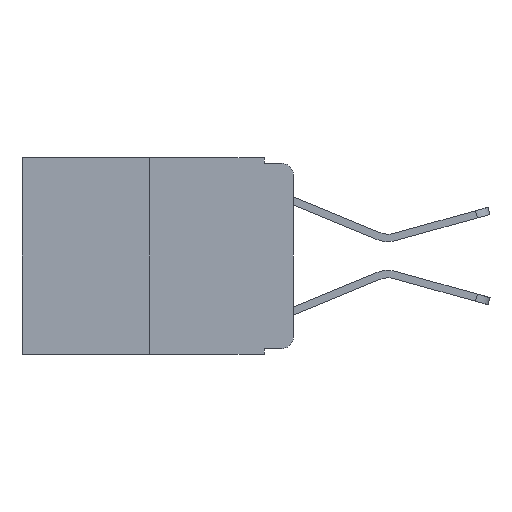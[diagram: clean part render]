
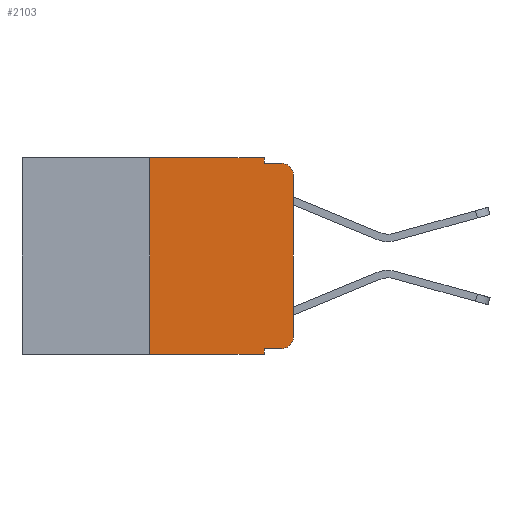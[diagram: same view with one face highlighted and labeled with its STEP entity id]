
A CAD part, left-side view. The second image highlights one B-rep face of the part: STEP entity #2103.
In plain terms, the highlighted planar face has unit normal (-1, 0, 0).
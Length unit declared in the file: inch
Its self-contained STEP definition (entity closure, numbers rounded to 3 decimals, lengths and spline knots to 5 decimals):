
#69 = VECTOR ( 'NONE', #6200, 39.37008 ) ;
#241 = LINE ( 'NONE', #9640, #10974 ) ;
#313 = EDGE_CURVE ( 'NONE', #4821, #10272, #10202, .T. ) ;
#446 = EDGE_CURVE ( 'NONE', #3304, #9814, #3533, .T. ) ;
#728 = ORIENTED_EDGE ( 'NONE', *, *, #313, .F. ) ;
#1062 = VECTOR ( 'NONE', #3737, 39.37008 ) ;
#1070 = VECTOR ( 'NONE', #3653, 39.37008 ) ;
#1104 = PLANE ( 'NONE',  #1914 ) ;
#1367 = ORIENTED_EDGE ( 'NONE', *, *, #446, .F. ) ;
#1521 = CARTESIAN_POINT ( 'NONE',  ( 0., 0.25, 0. ) ) ;
#1873 = DIRECTION ( 'NONE',  ( 0., 0., 1. ) ) ;
#1914 = AXIS2_PLACEMENT_3D ( 'NONE', #4987, #7760, #7849 ) ;
#1983 = LINE ( 'NONE', #6963, #11692 ) ;
#2103 = ADVANCED_FACE ( 'NONE', ( #7208 ), #1104, .F. ) ;
#2193 = DIRECTION ( 'NONE',  ( 0., 0., -1. ) ) ;
#2333 = VECTOR ( 'NONE', #7144, 39.37008 ) ;
#2464 = CARTESIAN_POINT ( 'NONE',  ( 0., 0.051, -0.343 ) ) ;
#2489 = CARTESIAN_POINT ( 'NONE',  ( 0., 0., -0.03 ) ) ;
#2516 = ORIENTED_EDGE ( 'NONE', *, *, #9019, .T. ) ;
#2547 = LINE ( 'NONE', #11807, #69 ) ;
#3304 = VERTEX_POINT ( 'NONE', #4069 ) ;
#3362 = VERTEX_POINT ( 'NONE', #7245 ) ;
#3533 = LINE ( 'NONE', #9488, #1062 ) ;
#3653 = DIRECTION ( 'NONE',  ( 0., 0., -1. ) ) ;
#3717 = DIRECTION ( 'NONE',  ( 0., -1., 0. ) ) ;
#3737 = DIRECTION ( 'NONE',  ( 0., 0., -1. ) ) ;
#3879 = VERTEX_POINT ( 'NONE', #10708 ) ;
#3903 = EDGE_CURVE ( 'NONE', #4821, #9814, #1983, .T. ) ;
#3964 = VECTOR ( 'NONE', #1873, 39.37008 ) ;
#3966 = CARTESIAN_POINT ( 'NONE',  ( 0., 0.25, -0.343 ) ) ;
#4069 = CARTESIAN_POINT ( 'NONE',  ( 0., 0.051, -0.333 ) ) ;
#4081 = DIRECTION ( 'NONE',  ( 0., 0., 1. ) ) ;
#4119 = VERTEX_POINT ( 'NONE', #9222 ) ;
#4299 = ORIENTED_EDGE ( 'NONE', *, *, #3903, .T. ) ;
#4350 = EDGE_CURVE ( 'NONE', #4119, #12127, #241, .T. ) ;
#4457 = VERTEX_POINT ( 'NONE', #8845 ) ;
#4702 = AXIS2_PLACEMENT_3D ( 'NONE', #7844, #5838, #2193 ) ;
#4821 = VERTEX_POINT ( 'NONE', #3966 ) ;
#4945 = AXIS2_PLACEMENT_3D ( 'NONE', #9288, #10256, #11184 ) ;
#4987 = CARTESIAN_POINT ( 'NONE',  ( 0., 0.473, 0. ) ) ;
#5634 = CARTESIAN_POINT ( 'NONE',  ( 0., 0.25, 0. ) ) ;
#5681 = ORIENTED_EDGE ( 'NONE', *, *, #11623, .T. ) ;
#5838 = DIRECTION ( 'NONE',  ( -1., 0., 0. ) ) ;
#5969 = EDGE_CURVE ( 'NONE', #3362, #3879, #9306, .T. ) ;
#6200 = DIRECTION ( 'NONE',  ( 0., -1., 0. ) ) ;
#6213 = VERTEX_POINT ( 'NONE', #9696 ) ;
#6746 = VECTOR ( 'NONE', #3717, 39.37008 ) ;
#6963 = CARTESIAN_POINT ( 'NONE',  ( 0., 0.473, -0.343 ) ) ;
#7058 = CARTESIAN_POINT ( 'NONE',  ( 0., 0.473, 0. ) ) ;
#7144 = DIRECTION ( 'NONE',  ( 0., -1., 0. ) ) ;
#7208 = FACE_OUTER_BOUND ( 'NONE', #9156, .T. ) ;
#7245 = CARTESIAN_POINT ( 'NONE',  ( 0., 0.051, 0. ) ) ;
#7318 = CARTESIAN_POINT ( 'NONE',  ( 0., 0.051, 0. ) ) ;
#7354 = LINE ( 'NONE', #8502, #6746 ) ;
#7376 = LINE ( 'NONE', #7058, #2333 ) ;
#7557 = EDGE_CURVE ( 'NONE', #3879, #4457, #2547, .T. ) ;
#7760 = DIRECTION ( 'NONE',  ( 1., 0., 0. ) ) ;
#7844 = CARTESIAN_POINT ( 'NONE',  ( 0., 0.02, -0.03 ) ) ;
#7849 = DIRECTION ( 'NONE',  ( 0., 0., -1. ) ) ;
#8502 = CARTESIAN_POINT ( 'NONE',  ( 0., 0.051, -0.333 ) ) ;
#8845 = CARTESIAN_POINT ( 'NONE',  ( 0., 0.02, -0.01 ) ) ;
#8851 = EDGE_CURVE ( 'NONE', #6213, #4119, #11069, .T. ) ;
#8939 = DIRECTION ( 'NONE',  ( 0., -1., 0. ) ) ;
#9019 = EDGE_CURVE ( 'NONE', #12127, #4457, #9299, .T. ) ;
#9156 = EDGE_LOOP ( 'NONE', ( #10167, #2516, #10284, #9648, #11107, #728, #4299, #1367, #5681, #9634 ) ) ;
#9222 = CARTESIAN_POINT ( 'NONE',  ( 0., 0., -0.313 ) ) ;
#9288 = CARTESIAN_POINT ( 'NONE',  ( 0., 0.02, -0.313 ) ) ;
#9299 = CIRCLE ( 'NONE', #4702, 0.02 ) ;
#9306 = LINE ( 'NONE', #7318, #1070 ) ;
#9488 = CARTESIAN_POINT ( 'NONE',  ( 0., 0.051, 0. ) ) ;
#9634 = ORIENTED_EDGE ( 'NONE', *, *, #8851, .T. ) ;
#9640 = CARTESIAN_POINT ( 'NONE',  ( 0., 0., 0. ) ) ;
#9648 = ORIENTED_EDGE ( 'NONE', *, *, #5969, .F. ) ;
#9696 = CARTESIAN_POINT ( 'NONE',  ( 0., 0.02, -0.333 ) ) ;
#9783 = EDGE_CURVE ( 'NONE', #10272, #3362, #7376, .T. ) ;
#9814 = VERTEX_POINT ( 'NONE', #2464 ) ;
#10167 = ORIENTED_EDGE ( 'NONE', *, *, #4350, .T. ) ;
#10202 = LINE ( 'NONE', #5634, #3964 ) ;
#10256 = DIRECTION ( 'NONE',  ( -1., 0., 0. ) ) ;
#10272 = VERTEX_POINT ( 'NONE', #1521 ) ;
#10284 = ORIENTED_EDGE ( 'NONE', *, *, #7557, .F. ) ;
#10708 = CARTESIAN_POINT ( 'NONE',  ( 0., 0.051, -0.01 ) ) ;
#10974 = VECTOR ( 'NONE', #4081, 39.37008 ) ;
#11069 = CIRCLE ( 'NONE', #4945, 0.02 ) ;
#11107 = ORIENTED_EDGE ( 'NONE', *, *, #9783, .F. ) ;
#11184 = DIRECTION ( 'NONE',  ( 0., 0., -1. ) ) ;
#11623 = EDGE_CURVE ( 'NONE', #3304, #6213, #7354, .T. ) ;
#11692 = VECTOR ( 'NONE', #8939, 39.37008 ) ;
#11807 = CARTESIAN_POINT ( 'NONE',  ( 0., 0.051, -0.01 ) ) ;
#12127 = VERTEX_POINT ( 'NONE', #2489 ) ;
